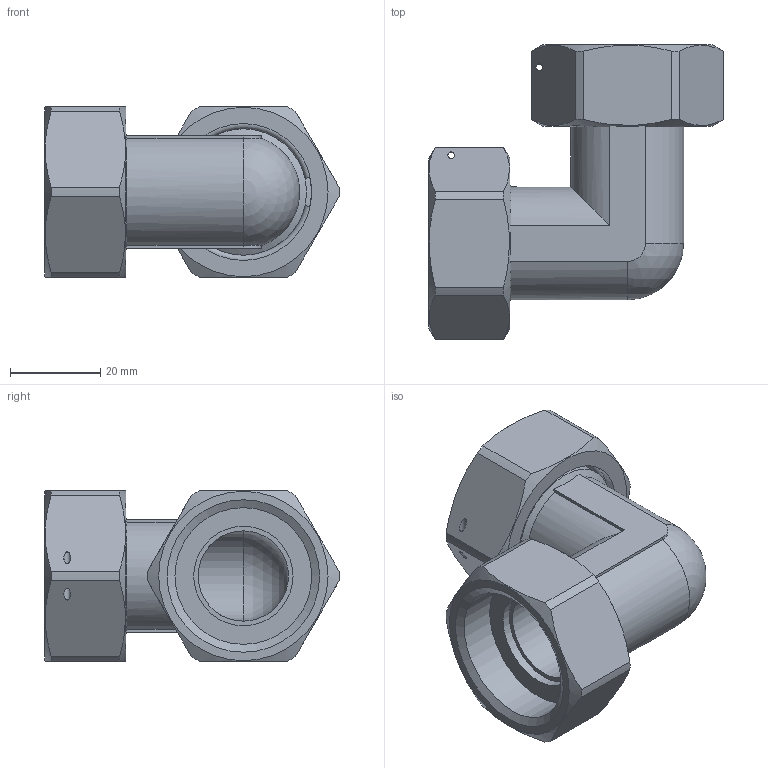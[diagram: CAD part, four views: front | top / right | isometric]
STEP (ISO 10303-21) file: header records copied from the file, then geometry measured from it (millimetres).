
FILE_DESCRIPTION(/* description */ ('Unknown'),/* implementation_level */ '2;1');
FILE_NAME(/* name */ '98708716-66-33',/* time_stamp */ '2023-05-12T09:24:10+02:00',/* author */ ('Unknown'),/* organization */ ('Unknown'),/* preprocessor_version */ 'ST-DEVELOPER v18.102',/* originating_system */ 'Solid Edge',/* authorisation */ 'Unknown');
FILE_SCHEMA (('AUTOMOTIVE_DESIGN {1 0 10303 214 3 1 1}'));
Length unit declared in the file: millimetre
Products named in the file (10): 98708716-66-33; B3; _berwurfmutter.1; Dichtung.1; Speerring.1; Eckrohr; B1; Dichtung; _berwurfmutter; Speerring
Assembly tree (9 placements, depth 3):
  98708716-66-33
    B3
      _berwurfmutter.1
      Dichtung.1
      Speerring.1
    Eckrohr
    B1
      Dichtung
      _berwurfmutter
      Speerring
Bounding box: 65.24 x 65.24 x 37.8 mm (x, y, z)
Volume: 33406.5 mm3; surface area: 23643.9 mm2
Topology: 7 solids, 7 shells, 90 faces, 220 edges, 142 vertices
Faces by surface type: plane 36, cylinder 36, cone 14, torus 2, sphere 2
Full cylindrical faces by diameter (mm): 1.5 x2, 20 x2, 22 x2, 28 x2, 30.2 x2, 30.291 x2, 30.3 x4, 32.3 x2
Entity records: 4545 total; most frequent: CARTESIAN_POINT 2374, DIRECTION 426, ORIENTED_EDGE 344, AXIS2_PLACEMENT_3D 190, EDGE_CURVE 172, EDGE_LOOP 138, FACE_BOUND 138, VERTEX_POINT 130
